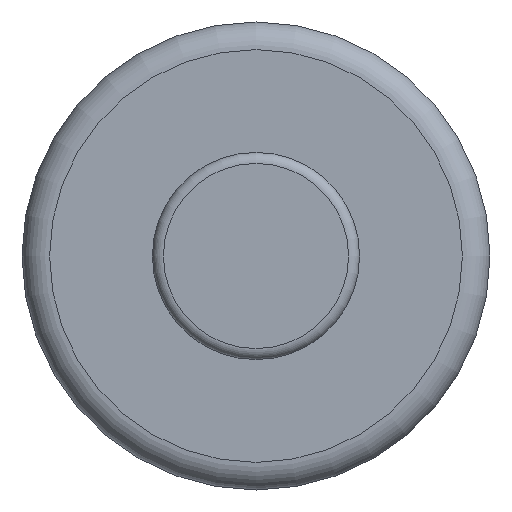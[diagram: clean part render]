
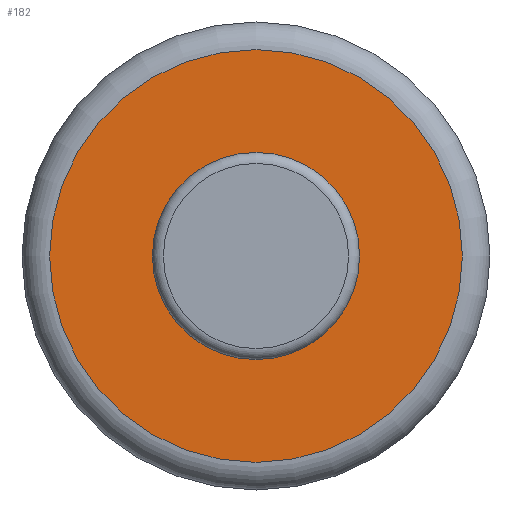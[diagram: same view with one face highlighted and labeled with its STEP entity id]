
A CAD part, front view. The second image highlights one B-rep face of the part: STEP entity #182.
In plain terms, the highlighted planar face has unit normal (0, -1, 0).
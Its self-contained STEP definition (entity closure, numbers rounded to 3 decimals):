
#23=PLANE('',#221);
#46=FACE_OUTER_BOUND('',#63,.T.);
#63=EDGE_LOOP('',(#144));
#82=CIRCLE('',#220,7.47);
#98=VERTEX_POINT('',#333);
#115=EDGE_CURVE('',#98,#98,#82,.T.);
#144=ORIENTED_EDGE('',*,*,#115,.F.);
#182=ADVANCED_FACE('',(#46),#23,.F.);
#220=AXIS2_PLACEMENT_3D('',#335,#267,#268);
#221=AXIS2_PLACEMENT_3D('',#336,#269,#270);
#267=DIRECTION('center_axis',(0.,1.,0.));
#268=DIRECTION('ref_axis',(1.,0.,0.));
#269=DIRECTION('center_axis',(0.,1.,0.));
#270=DIRECTION('ref_axis',(1.,0.,0.));
#333=CARTESIAN_POINT('',(-7.47,0.4,0.4));
#335=CARTESIAN_POINT('Origin',(0.,0.4,0.4));
#336=CARTESIAN_POINT('Origin',(0.,0.4,0.4));
